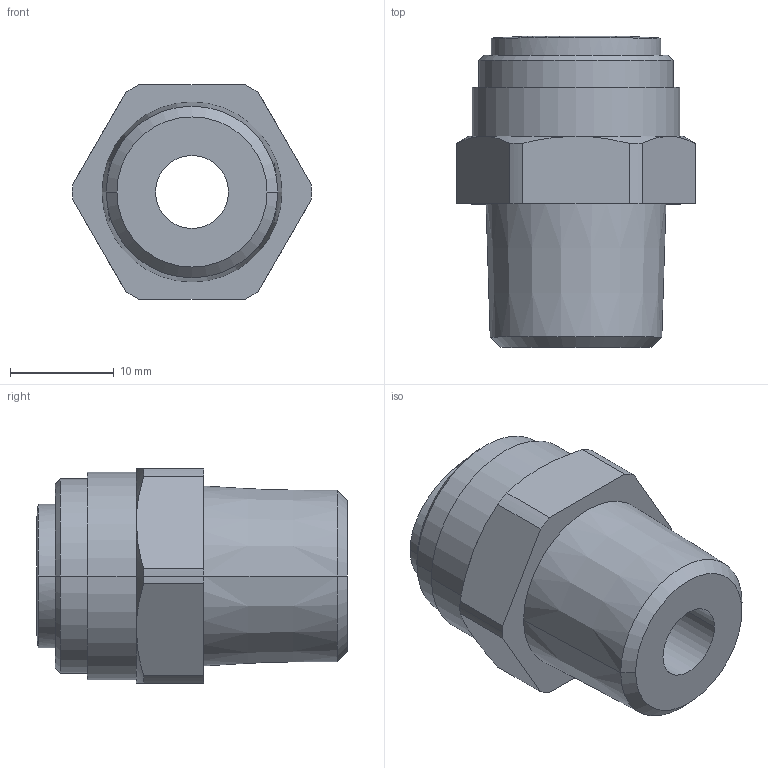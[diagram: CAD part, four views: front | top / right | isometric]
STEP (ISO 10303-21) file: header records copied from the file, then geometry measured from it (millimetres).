
FILE_DESCRIPTION (( 'STEP AP214' ), '1' );
FILE_NAME ('MS38-38N-P.step', '2017-08-29T20:49:42', ( '' ), ( '' ), 'SwSTEP 2.0', 'SolidWorks 2017', '' );
FILE_SCHEMA (( 'AUTOMOTIVE_DESIGN' ));
Length unit declared in the file: inch
Products named in the file (1): MS38-38N-P
Bounding box: 23 x 29.9 x 20.6 mm (x, y, z)
Volume: 6254.7 mm3; surface area: 3120.9 mm2
Topology: 1 solids, 1 shells, 46 faces, 108 edges, 68 vertices
Faces by surface type: cylinder 15, cone 13, plane 12, bspline 6
Entity records: 2200 total; most frequent: CARTESIAN_POINT 1125, DIRECTION 216, ORIENTED_EDGE 216, EDGE_CURVE 108, AXIS2_PLACEMENT_3D 91, VERTEX_POINT 68, EDGE_LOOP 52, CIRCLE 50
